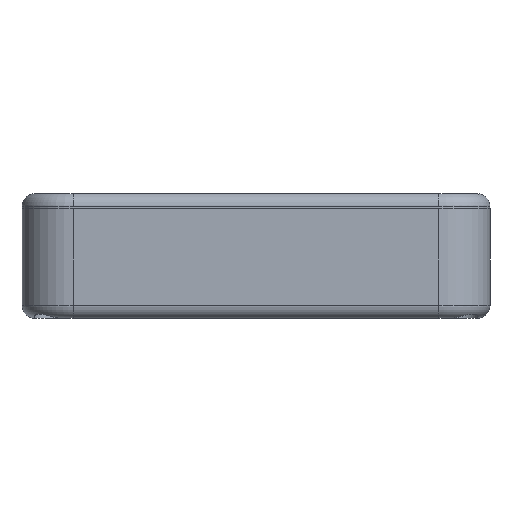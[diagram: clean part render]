
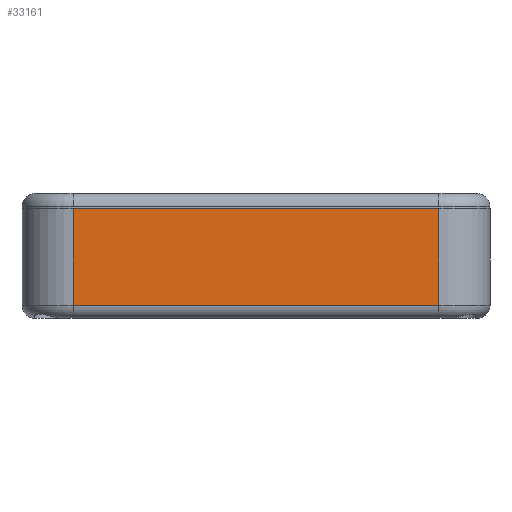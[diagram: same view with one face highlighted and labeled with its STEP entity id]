
A CAD part, left-side view. The second image highlights one B-rep face of the part: STEP entity #33161.
In plain terms, the highlighted planar face has unit normal (-1, 0, 0).
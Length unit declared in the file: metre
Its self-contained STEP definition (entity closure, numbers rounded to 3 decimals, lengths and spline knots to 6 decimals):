
#9117=ORIENTED_EDGE('',*,*,#15598,.T.);
#9118=ORIENTED_EDGE('',*,*,#15599,.T.);
#9119=ORIENTED_EDGE('',*,*,#15600,.T.);
#9120=ORIENTED_EDGE('',*,*,#15522,.F.);
#15522=EDGE_CURVE('',#19310,#19311,#22216,.T.);
#15598=EDGE_CURVE('',#19310,#19373,#22260,.T.);
#15599=EDGE_CURVE('',#19373,#19374,#22261,.T.);
#15600=EDGE_CURVE('',#19374,#19311,#22262,.F.);
#19310=VERTEX_POINT('',#54971);
#19311=VERTEX_POINT('',#54973);
#19373=VERTEX_POINT('',#55166);
#19374=VERTEX_POINT('',#55168);
#22216=LINE('',#54972,#25139);
#22260=LINE('',#55165,#25183);
#22261=LINE('',#55167,#25184);
#22262=LINE('',#55169,#25185);
#25139=VECTOR('',#43681,1.);
#25183=VECTOR('',#43827,1.);
#25184=VECTOR('',#43828,1.);
#25185=VECTOR('',#43829,1.);
#27679=EDGE_LOOP('',(#9117,#9118,#9119,#9120));
#30184=FACE_BOUND('',#27679,.T.);
#31721=PLANE('',#37598);
#33161=ADVANCED_FACE('',(#30184),#31721,.F.);
#37598=AXIS2_PLACEMENT_3D('',#55164,#43825,#43826);
#43681=DIRECTION('',(0.,-1.,0.));
#43825=DIRECTION('',(1.,0.,0.));
#43826=DIRECTION('',(0.,0.,-1.));
#43827=DIRECTION('',(0.,0.,-1.));
#43828=DIRECTION('',(0.,-1.,0.));
#43829=DIRECTION('',(0.,0.,-1.));
#54971=CARTESIAN_POINT('',(-0.045884,0.008318,0.018));
#54972=CARTESIAN_POINT('',(-0.045884,-0.021732,0.018));
#54973=CARTESIAN_POINT('',(-0.045884,-0.051782,0.018));
#55164=CARTESIAN_POINT('',(-0.045884,-0.021732,0.018));
#55165=CARTESIAN_POINT('',(-0.045884,0.008318,0.));
#55166=CARTESIAN_POINT('',(-0.045884,0.008318,0.002173));
#55167=CARTESIAN_POINT('',(-0.045884,-0.021732,0.002173));
#55168=CARTESIAN_POINT('',(-0.045884,-0.051782,0.002173));
#55169=CARTESIAN_POINT('',(-0.045884,-0.051782,0.018));
